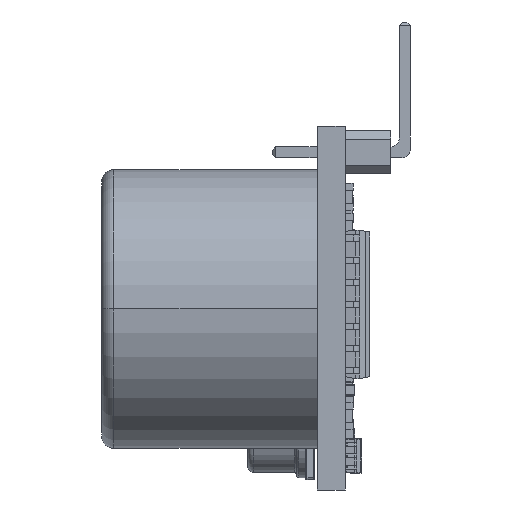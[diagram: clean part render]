
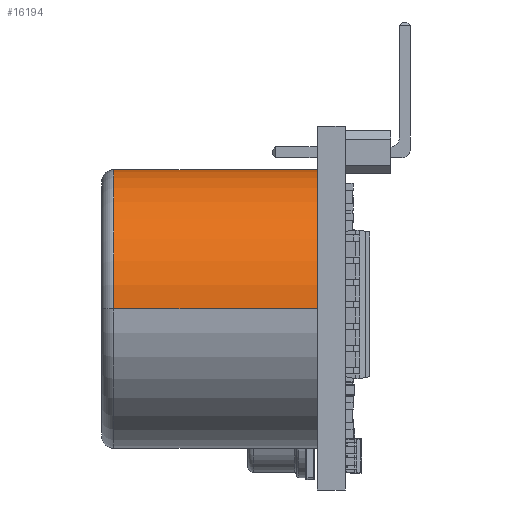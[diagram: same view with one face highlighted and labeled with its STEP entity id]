
A CAD part, left-side view. The second image highlights one B-rep face of the part: STEP entity #16194.
In plain terms, the highlighted cylindrical face has radius 8 mm (diameter 16 mm), a partial arc.
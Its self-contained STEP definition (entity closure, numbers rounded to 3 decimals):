
#222 = ORIENTED_EDGE ( 'NONE', *, *, #18048, .F. ) ;
#923 = VERTEX_POINT ( 'NONE', #37720 ) ;
#3007 = FACE_OUTER_BOUND ( 'NONE', #21894, .T. ) ;
#3290 = VERTEX_POINT ( 'NONE', #13865 ) ;
#6443 = EDGE_CURVE ( 'NONE', #25879, #19248, #23574, .T. ) ;
#7113 = CARTESIAN_POINT ( 'NONE',  ( -8.839, 2.407, 44.55 ) ) ;
#7418 = CARTESIAN_POINT ( 'NONE',  ( -8.839, 14.107, 44.55 ) ) ;
#7969 = CARTESIAN_POINT ( 'NONE',  ( -16.839, 2.407, 44.55 ) ) ;
#9048 = CARTESIAN_POINT ( 'NONE',  ( -16.839, 2.407, 44.55 ) ) ;
#10017 = CIRCLE ( 'NONE', #17732, 8. ) ;
#11019 = LINE ( 'NONE', #28831, #35839 ) ;
#12173 = CARTESIAN_POINT ( 'NONE',  ( -16.839, 14.107, 44.55 ) ) ;
#12577 = DIRECTION ( 'NONE',  ( 1., 0., 0. ) ) ;
#13613 = EDGE_CURVE ( 'NONE', #25879, #3290, #19569, .T. ) ;
#13865 = CARTESIAN_POINT ( 'NONE',  ( -24.839, 2.407, 44.55 ) ) ;
#14068 = AXIS2_PLACEMENT_3D ( 'NONE', #9048, #15262, #22017 ) ;
#14450 = VECTOR ( 'NONE', #23575, 1000. ) ;
#15262 = DIRECTION ( 'NONE',  ( 0., -1., 0. ) ) ;
#15681 = CYLINDRICAL_SURFACE ( 'NONE', #25504, 8. ) ;
#16194 = ADVANCED_FACE ( 'NONE', ( #3007 ), #15681, .T. ) ;
#16989 = ORIENTED_EDGE ( 'NONE', *, *, #17140, .T. ) ;
#17090 = CARTESIAN_POINT ( 'NONE',  ( -8.839, 2.407, 44.55 ) ) ;
#17140 = EDGE_CURVE ( 'NONE', #19248, #923, #10017, .T. ) ;
#17732 = AXIS2_PLACEMENT_3D ( 'NONE', #12173, #38067, #12577 ) ;
#18048 = EDGE_CURVE ( 'NONE', #3290, #923, #11019, .T. ) ;
#19248 = VERTEX_POINT ( 'NONE', #7418 ) ;
#19569 = CIRCLE ( 'NONE', #14068, 8. ) ;
#21894 = EDGE_LOOP ( 'NONE', ( #22006, #40767, #16989, #222 ) ) ;
#22006 = ORIENTED_EDGE ( 'NONE', *, *, #13613, .F. ) ;
#22017 = DIRECTION ( 'NONE',  ( 1., 0., 0. ) ) ;
#23574 = LINE ( 'NONE', #17090, #14450 ) ;
#23575 = DIRECTION ( 'NONE',  ( 0., 1., 0. ) ) ;
#24074 = DIRECTION ( 'NONE',  ( 0., 1., 0. ) ) ;
#25504 = AXIS2_PLACEMENT_3D ( 'NONE', #7969, #24074, #40101 ) ;
#25734 = DIRECTION ( 'NONE',  ( 0., 1., 0. ) ) ;
#25879 = VERTEX_POINT ( 'NONE', #7113 ) ;
#28831 = CARTESIAN_POINT ( 'NONE',  ( -24.839, 2.407, 44.55 ) ) ;
#35839 = VECTOR ( 'NONE', #25734, 1000. ) ;
#37720 = CARTESIAN_POINT ( 'NONE',  ( -24.839, 14.107, 44.55 ) ) ;
#38067 = DIRECTION ( 'NONE',  ( 0., -1., 0. ) ) ;
#40101 = DIRECTION ( 'NONE',  ( -1., 0., 0. ) ) ;
#40767 = ORIENTED_EDGE ( 'NONE', *, *, #6443, .T. ) ;
